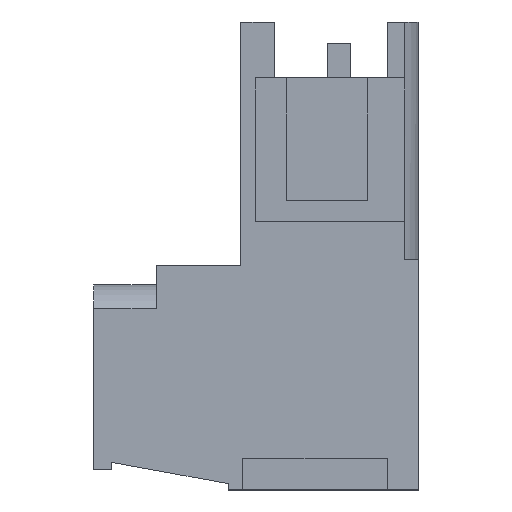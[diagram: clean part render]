
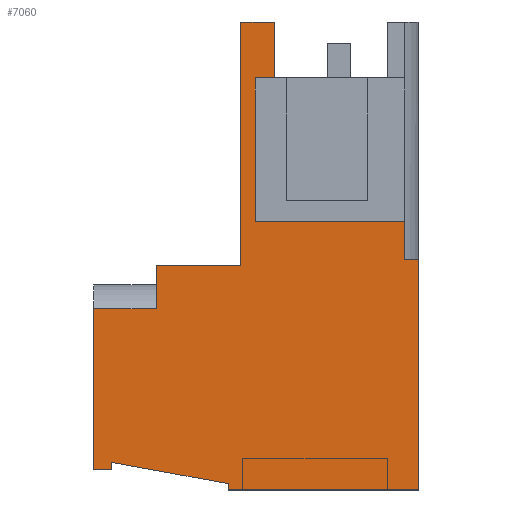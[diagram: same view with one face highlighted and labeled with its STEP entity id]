
A CAD part, left-side view. The second image highlights one B-rep face of the part: STEP entity #7060.
In plain terms, the highlighted planar face has unit normal (-1, 0, 0).
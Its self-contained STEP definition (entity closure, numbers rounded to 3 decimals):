
#3578=AXIS2_PLACEMENT_3D('Plane Axis2P3D',#3575,#3576,#3577) ;
#3560=CARTESIAN_POINT('Vertex',(0.98,6.785,19.415)) ;
#3575=CARTESIAN_POINT('Axis2P3D Location',(0.98,3.66,22.05)) ;
#3680=CARTESIAN_POINT('Vertex',(0.98,0.65,12.635)) ;
#3683=CARTESIAN_POINT('Line Origine',(0.98,0.65,11.743)) ;
#3687=CARTESIAN_POINT('Vertex',(0.98,0.65,10.85)) ;
#3745=CARTESIAN_POINT('Vertex',(0.98,6.785,22.05)) ;
#3748=CARTESIAN_POINT('Line Origine',(0.98,6.785,20.732)) ;
#4787=CARTESIAN_POINT('Line Origine',(0.98,7.23,19.415)) ;
#4791=CARTESIAN_POINT('Vertex',(0.98,7.675,19.415)) ;
#6839=CARTESIAN_POINT('Line Origine',(0.98,0.325,10.85)) ;
#6843=CARTESIAN_POINT('Vertex',(0.98,0.,10.85)) ;
#6938=CARTESIAN_POINT('Vertex',(0.98,7.675,12.635)) ;
#6941=CARTESIAN_POINT('Line Origine',(0.98,4.163,12.635)) ;
#6953=CARTESIAN_POINT('Line Origine',(0.98,7.675,16.025)) ;
#6958=CARTESIAN_POINT('Line Origine',(0.98,7.575,22.05)) ;
#6962=CARTESIAN_POINT('Vertex',(0.98,8.365,22.05)) ;
#6965=CARTESIAN_POINT('Line Origine',(0.98,8.365,16.318)) ;
#6969=CARTESIAN_POINT('Vertex',(0.98,8.365,10.586)) ;
#6972=CARTESIAN_POINT('Line Origine',(0.98,10.358,10.586)) ;
#6976=CARTESIAN_POINT('Vertex',(0.98,12.35,10.586)) ;
#6979=CARTESIAN_POINT('Line Origine',(0.98,12.35,9.568)) ;
#6983=CARTESIAN_POINT('Vertex',(0.98,12.35,8.55)) ;
#6986=CARTESIAN_POINT('Line Origine',(0.98,13.825,8.55)) ;
#6990=CARTESIAN_POINT('Vertex',(0.98,15.3,8.55)) ;
#6993=CARTESIAN_POINT('Line Origine',(0.98,15.3,4.75)) ;
#6997=CARTESIAN_POINT('Vertex',(0.98,15.3,0.95)) ;
#7000=CARTESIAN_POINT('Line Origine',(0.98,14.875,0.95)) ;
#7004=CARTESIAN_POINT('Vertex',(0.98,14.45,0.95)) ;
#7007=CARTESIAN_POINT('Line Origine',(0.98,14.45,1.127)) ;
#7011=CARTESIAN_POINT('Vertex',(0.98,14.45,1.303)) ;
#7014=CARTESIAN_POINT('Line Origine',(0.98,11.705,0.801)) ;
#7018=CARTESIAN_POINT('Vertex',(0.98,8.961,0.299)) ;
#7021=CARTESIAN_POINT('Line Origine',(0.98,8.961,0.149)) ;
#7025=CARTESIAN_POINT('Vertex',(0.98,8.961,0.)) ;
#7028=CARTESIAN_POINT('Line Origine',(0.98,4.48,0.)) ;
#7032=CARTESIAN_POINT('Vertex',(0.98,0.,0.)) ;
#7035=CARTESIAN_POINT('Line Origine',(0.98,0.,5.425)) ;
#3576=DIRECTION('Axis2P3D Direction',(1.,0.,0.)) ;
#3577=DIRECTION('Axis2P3D XDirection',(0.,1.,0.)) ;
#3684=DIRECTION('Vector Direction',(0.,0.,-1.)) ;
#3749=DIRECTION('Vector Direction',(0.,0.,1.)) ;
#4788=DIRECTION('Vector Direction',(0.,-1.,0.)) ;
#6840=DIRECTION('Vector Direction',(0.,-1.,0.)) ;
#6942=DIRECTION('Vector Direction',(0.,-1.,0.)) ;
#6954=DIRECTION('Vector Direction',(0.,0.,-1.)) ;
#6959=DIRECTION('Vector Direction',(0.,-1.,0.)) ;
#6966=DIRECTION('Vector Direction',(0.,0.,-1.)) ;
#6973=DIRECTION('Vector Direction',(0.,-1.,0.)) ;
#6980=DIRECTION('Vector Direction',(0.,0.,1.)) ;
#6987=DIRECTION('Vector Direction',(0.,-1.,0.)) ;
#6994=DIRECTION('Vector Direction',(0.,0.,1.)) ;
#7001=DIRECTION('Vector Direction',(0.,1.,0.)) ;
#7008=DIRECTION('Vector Direction',(0.,0.,-1.)) ;
#7015=DIRECTION('Vector Direction',(0.,-0.984,-0.18)) ;
#7022=DIRECTION('Vector Direction',(0.,0.,-1.)) ;
#7029=DIRECTION('Vector Direction',(0.,-1.,0.)) ;
#7036=DIRECTION('Vector Direction',(0.,0.,-1.)) ;
#3685=VECTOR('Line Direction',#3684,1.) ;
#3750=VECTOR('Line Direction',#3749,1.) ;
#4789=VECTOR('Line Direction',#4788,1.) ;
#6841=VECTOR('Line Direction',#6840,1.) ;
#6943=VECTOR('Line Direction',#6942,1.) ;
#6955=VECTOR('Line Direction',#6954,1.) ;
#6960=VECTOR('Line Direction',#6959,1.) ;
#6967=VECTOR('Line Direction',#6966,1.) ;
#6974=VECTOR('Line Direction',#6973,1.) ;
#6981=VECTOR('Line Direction',#6980,1.) ;
#6988=VECTOR('Line Direction',#6987,1.) ;
#6995=VECTOR('Line Direction',#6994,1.) ;
#7002=VECTOR('Line Direction',#7001,1.) ;
#7009=VECTOR('Line Direction',#7008,1.) ;
#7016=VECTOR('Line Direction',#7015,1.) ;
#7023=VECTOR('Line Direction',#7022,1.) ;
#7030=VECTOR('Line Direction',#7029,1.) ;
#7037=VECTOR('Line Direction',#7036,1.) ;
#7041=ORIENTED_EDGE('',*,*,#6945,.F.) ;
#7042=ORIENTED_EDGE('',*,*,#6957,.T.) ;
#7043=ORIENTED_EDGE('',*,*,#4793,.T.) ;
#7044=ORIENTED_EDGE('',*,*,#3752,.T.) ;
#7045=ORIENTED_EDGE('',*,*,#6964,.F.) ;
#7046=ORIENTED_EDGE('',*,*,#6971,.T.) ;
#7047=ORIENTED_EDGE('',*,*,#6978,.F.) ;
#7048=ORIENTED_EDGE('',*,*,#6985,.F.) ;
#7049=ORIENTED_EDGE('',*,*,#6992,.F.) ;
#7050=ORIENTED_EDGE('',*,*,#6999,.F.) ;
#7051=ORIENTED_EDGE('',*,*,#7006,.F.) ;
#7052=ORIENTED_EDGE('',*,*,#7013,.F.) ;
#7053=ORIENTED_EDGE('',*,*,#7020,.T.) ;
#7054=ORIENTED_EDGE('',*,*,#7027,.T.) ;
#7055=ORIENTED_EDGE('',*,*,#7034,.T.) ;
#7056=ORIENTED_EDGE('',*,*,#7039,.F.) ;
#7057=ORIENTED_EDGE('',*,*,#6845,.F.) ;
#7058=ORIENTED_EDGE('',*,*,#3689,.F.) ;
#7060=ADVANCED_FACE('HOUSING',(#7059),#3579,.F.) ;
#3689=EDGE_CURVE('',#3681,#3688,#3686,.T.) ;
#3752=EDGE_CURVE('',#3561,#3746,#3751,.T.) ;
#4793=EDGE_CURVE('',#4792,#3561,#4790,.T.) ;
#6845=EDGE_CURVE('',#3688,#6844,#6842,.T.) ;
#6945=EDGE_CURVE('',#6939,#3681,#6944,.T.) ;
#6957=EDGE_CURVE('',#6939,#4792,#6956,.F.) ;
#6964=EDGE_CURVE('',#6963,#3746,#6961,.T.) ;
#6971=EDGE_CURVE('',#6963,#6970,#6968,.T.) ;
#6978=EDGE_CURVE('',#6977,#6970,#6975,.T.) ;
#6985=EDGE_CURVE('',#6984,#6977,#6982,.T.) ;
#6992=EDGE_CURVE('',#6991,#6984,#6989,.T.) ;
#6999=EDGE_CURVE('',#6998,#6991,#6996,.T.) ;
#7006=EDGE_CURVE('',#7005,#6998,#7003,.T.) ;
#7013=EDGE_CURVE('',#7012,#7005,#7010,.T.) ;
#7020=EDGE_CURVE('',#7012,#7019,#7017,.T.) ;
#7027=EDGE_CURVE('',#7019,#7026,#7024,.T.) ;
#7034=EDGE_CURVE('',#7026,#7033,#7031,.T.) ;
#7039=EDGE_CURVE('',#6844,#7033,#7038,.T.) ;
#7040=EDGE_LOOP('',(#7041,#7042,#7043,#7044,#7045,#7046,#7047,#7048,#7049,#7050,#7051,#7052,#7053,#7054,#7055,#7056,#7057,#7058)) ;
#7059=FACE_OUTER_BOUND('',#7040,.T.) ;
#3686=LINE('Line',#3683,#3685) ;
#3751=LINE('Line',#3748,#3750) ;
#4790=LINE('Line',#4787,#4789) ;
#6842=LINE('Line',#6839,#6841) ;
#6944=LINE('Line',#6941,#6943) ;
#6956=LINE('Line',#6953,#6955) ;
#6961=LINE('Line',#6958,#6960) ;
#6968=LINE('Line',#6965,#6967) ;
#6975=LINE('Line',#6972,#6974) ;
#6982=LINE('Line',#6979,#6981) ;
#6989=LINE('Line',#6986,#6988) ;
#6996=LINE('Line',#6993,#6995) ;
#7003=LINE('Line',#7000,#7002) ;
#7010=LINE('Line',#7007,#7009) ;
#7017=LINE('Line',#7014,#7016) ;
#7024=LINE('Line',#7021,#7023) ;
#7031=LINE('Line',#7028,#7030) ;
#7038=LINE('Line',#7035,#7037) ;
#3579=PLANE('',#3578) ;
#3561=VERTEX_POINT('',#3560) ;
#3681=VERTEX_POINT('',#3680) ;
#3688=VERTEX_POINT('',#3687) ;
#3746=VERTEX_POINT('',#3745) ;
#4792=VERTEX_POINT('',#4791) ;
#6844=VERTEX_POINT('',#6843) ;
#6939=VERTEX_POINT('',#6938) ;
#6963=VERTEX_POINT('',#6962) ;
#6970=VERTEX_POINT('',#6969) ;
#6977=VERTEX_POINT('',#6976) ;
#6984=VERTEX_POINT('',#6983) ;
#6991=VERTEX_POINT('',#6990) ;
#6998=VERTEX_POINT('',#6997) ;
#7005=VERTEX_POINT('',#7004) ;
#7012=VERTEX_POINT('',#7011) ;
#7019=VERTEX_POINT('',#7018) ;
#7026=VERTEX_POINT('',#7025) ;
#7033=VERTEX_POINT('',#7032) ;
